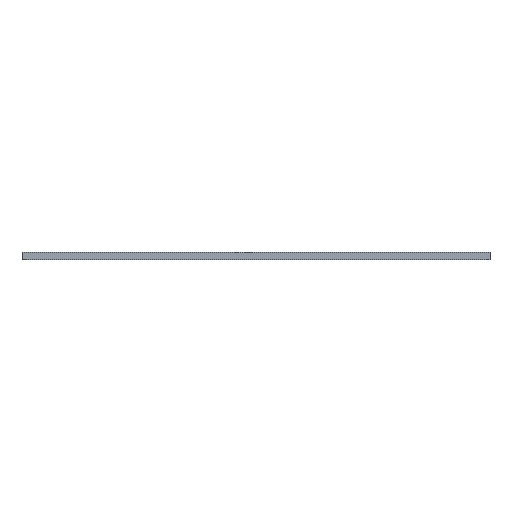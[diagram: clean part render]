
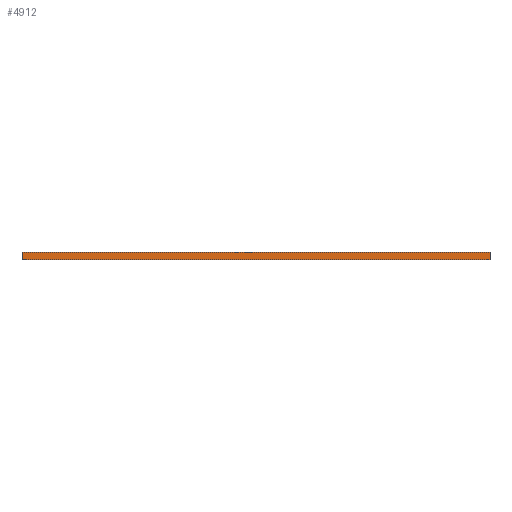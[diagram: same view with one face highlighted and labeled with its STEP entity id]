
A CAD part, front view. The second image highlights one B-rep face of the part: STEP entity #4912.
In plain terms, the highlighted planar face has unit normal (0, -1, 0).
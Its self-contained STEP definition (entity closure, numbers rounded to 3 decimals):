
#65=PLANE('',#5231);
#370=FACE_OUTER_BOUND('',#652,.T.);
#652=EDGE_LOOP('',(#4348,#4349,#4350,#4351));
#1436=LINE('',#11725,#1609);
#1441=LINE('',#25398,#1614);
#1446=LINE('',#25407,#1619);
#1447=LINE('',#25409,#1620);
#1609=VECTOR('',#5906,10.);
#1614=VECTOR('',#6003,10.);
#1619=VECTOR('',#6012,10.);
#1620=VECTOR('',#6015,10.);
#2127=VERTEX_POINT('',#11723);
#2128=VERTEX_POINT('',#11724);
#2131=VERTEX_POINT('',#25395);
#2134=VERTEX_POINT('',#25405);
#2718=EDGE_CURVE('',#2127,#2128,#1436,.T.);
#2899=EDGE_CURVE('',#2131,#2127,#1441,.T.);
#2904=EDGE_CURVE('',#2134,#2128,#1446,.T.);
#2905=EDGE_CURVE('',#2134,#2131,#1447,.T.);
#4348=ORIENTED_EDGE('',*,*,#2905,.F.);
#4349=ORIENTED_EDGE('',*,*,#2904,.T.);
#4350=ORIENTED_EDGE('',*,*,#2718,.F.);
#4351=ORIENTED_EDGE('',*,*,#2899,.F.);
#4912=ADVANCED_FACE('',(#370),#65,.T.);
#5231=AXIS2_PLACEMENT_3D('',#25408,#6013,#6014);
#5906=DIRECTION('',(1.,0.,0.));
#6003=DIRECTION('',(0.,0.,1.));
#6012=DIRECTION('',(0.,0.,1.));
#6013=DIRECTION('center_axis',(0.,-1.,0.));
#6014=DIRECTION('ref_axis',(1.,0.,0.));
#6015=DIRECTION('',(-1.,0.,0.));
#11723=CARTESIAN_POINT('',(0.,0.,1.75));
#11724=CARTESIAN_POINT('',(106.,0.,1.75));
#11725=CARTESIAN_POINT('',(106.,0.,1.75));
#25395=CARTESIAN_POINT('',(0.,0.,0.));
#25398=CARTESIAN_POINT('',(0.,0.,0.));
#25405=CARTESIAN_POINT('',(106.,0.,0.));
#25407=CARTESIAN_POINT('',(106.,0.,0.));
#25408=CARTESIAN_POINT('Origin',(0.,0.,0.));
#25409=CARTESIAN_POINT('',(106.,0.,0.));
